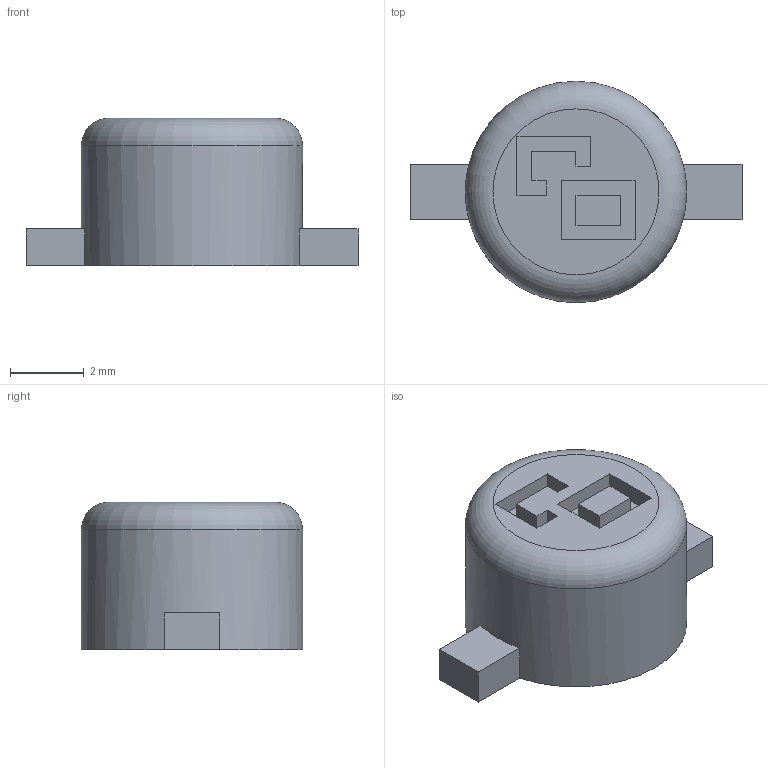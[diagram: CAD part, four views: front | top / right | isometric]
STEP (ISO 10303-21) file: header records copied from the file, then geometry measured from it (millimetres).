
FILE_DESCRIPTION(/* description */ (''),/* implementation_level */ '2;1');
FILE_NAME(/* name */ 'Function Button Menu (Short) v6.step',/* time_stamp */ '2023-06-25T16:06:33-07:00',/* author */ (''),/* organization */ (''),/* preprocessor_version */ 'ST-DEVELOPER v19.2',/* originating_system */ 'Autodesk Translation Framework v12.6.0.85',/* authorisation */ '');
FILE_SCHEMA (('AUTOMOTIVE_DESIGN { 1 0 10303 214 3 1 1 }'));
Length unit declared in the file: millimetre
Products named in the file (1): Function Button Menu (Short)
Bounding box: 9 x 6 x 4 mm (x, y, z)
Volume: 101.1 mm3; surface area: 164.9 mm2
Topology: 1 solids, 1 shells, 35 faces, 86 edges, 57 vertices
Faces by surface type: plane 32, cylinder 2, torus 1
Full cylindrical faces by diameter (mm): 3.65 x1, 6 x1
Entity records: 1089 total; most frequent: CARTESIAN_POINT 179, ORIENTED_EDGE 172, DIRECTION 168, EDGE_CURVE 86, LINE 76, VECTOR 76, VERTEX_POINT 57, AXIS2_PLACEMENT_3D 46
